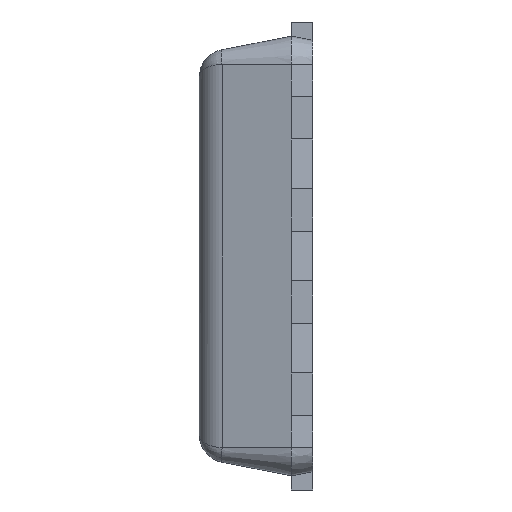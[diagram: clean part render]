
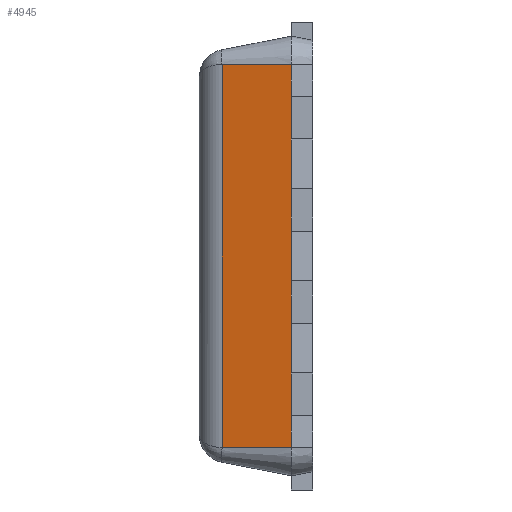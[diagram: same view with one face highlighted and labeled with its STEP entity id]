
A CAD part, left-side view. The second image highlights one B-rep face of the part: STEP entity #4945.
In plain terms, the highlighted planar face has unit normal (-0.982, 0.191, 0).
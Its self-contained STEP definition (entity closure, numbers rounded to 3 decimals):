
#35 = CARTESIAN_POINT ( 'NONE',  ( -1.55, 0.15, 1.35 ) ) ;
#67 = EDGE_LOOP ( 'NONE', ( #5823, #881, #4467, #6640, #1730, #1594, #1571, #1262, #6945, #3706, #1153, #3785 ) ) ;
#78 = CARTESIAN_POINT ( 'NONE',  ( -1.55, 0.15, -1.35 ) ) ;
#182 = VECTOR ( 'NONE', #299, 1000. ) ;
#184 = EDGE_CURVE ( 'NONE', #5570, #1924, #4570, .T. ) ;
#289 = CARTESIAN_POINT ( 'NONE',  ( -1.55, 0.15, 1.35 ) ) ;
#292 = LINE ( 'NONE', #990, #2896 ) ;
#299 = DIRECTION ( 'NONE',  ( 0., 0., 1. ) ) ;
#330 = VERTEX_POINT ( 'NONE', #6518 ) ;
#379 = CARTESIAN_POINT ( 'NONE',  ( -1.55, 0.15, -0.175 ) ) ;
#456 = DIRECTION ( 'NONE',  ( 0., 0., -1. ) ) ;
#459 = DIRECTION ( 'NONE',  ( 0., 0., 1. ) ) ;
#648 = VERTEX_POINT ( 'NONE', #855 ) ;
#676 = LINE ( 'NONE', #1887, #2629 ) ;
#704 = FACE_OUTER_BOUND ( 'NONE', #67, .T. ) ;
#803 = EDGE_CURVE ( 'NONE', #2261, #1397, #5117, .T. ) ;
#804 = DIRECTION ( 'NONE',  ( 0., 0., 1. ) ) ;
#834 = EDGE_CURVE ( 'NONE', #1397, #6193, #1037, .T. ) ;
#855 = CARTESIAN_POINT ( 'NONE',  ( -1.455, 0.638, -1.35 ) ) ;
#881 = ORIENTED_EDGE ( 'NONE', *, *, #4196, .T. ) ;
#884 = CARTESIAN_POINT ( 'NONE',  ( -1.455, 0.638, 1.35 ) ) ;
#948 = LINE ( 'NONE', #3022, #3144 ) ;
#969 = CARTESIAN_POINT ( 'NONE',  ( -1.55, 0.15, 1.35 ) ) ;
#990 = CARTESIAN_POINT ( 'NONE',  ( -1.55, 0.15, 1.35 ) ) ;
#1037 = LINE ( 'NONE', #4720, #3385 ) ;
#1153 = ORIENTED_EDGE ( 'NONE', *, *, #6863, .T. ) ;
#1262 = ORIENTED_EDGE ( 'NONE', *, *, #2017, .T. ) ;
#1381 = LINE ( 'NONE', #289, #2640 ) ;
#1397 = VERTEX_POINT ( 'NONE', #5723 ) ;
#1477 = DIRECTION ( 'NONE',  ( 0., 0., 1. ) ) ;
#1571 = ORIENTED_EDGE ( 'NONE', *, *, #3885, .T. ) ;
#1594 = ORIENTED_EDGE ( 'NONE', *, *, #834, .T. ) ;
#1730 = ORIENTED_EDGE ( 'NONE', *, *, #803, .T. ) ;
#1887 = CARTESIAN_POINT ( 'NONE',  ( -1.55, 0.15, 1.35 ) ) ;
#1924 = VERTEX_POINT ( 'NONE', #2607 ) ;
#2006 = CARTESIAN_POINT ( 'NONE',  ( -1.55, 0.15, 1.35 ) ) ;
#2017 = EDGE_CURVE ( 'NONE', #2145, #330, #1381, .T. ) ;
#2021 = LINE ( 'NONE', #6772, #182 ) ;
#2099 = CARTESIAN_POINT ( 'NONE',  ( -1.55, 0.15, 1.35 ) ) ;
#2145 = VERTEX_POINT ( 'NONE', #379 ) ;
#2261 = VERTEX_POINT ( 'NONE', #5185 ) ;
#2291 = DIRECTION ( 'NONE',  ( -0.191, -0.982, 0. ) ) ;
#2292 = VECTOR ( 'NONE', #459, 1000. ) ;
#2420 = EDGE_CURVE ( 'NONE', #5060, #1924, #5100, .T. ) ;
#2480 = VECTOR ( 'NONE', #2291, 1000. ) ;
#2607 = CARTESIAN_POINT ( 'NONE',  ( -1.55, 0.15, 1.35 ) ) ;
#2612 = CARTESIAN_POINT ( 'NONE',  ( -1.55, 0.15, -1.35 ) ) ;
#2629 = VECTOR ( 'NONE', #804, 1000. ) ;
#2640 = VECTOR ( 'NONE', #5705, 1000. ) ;
#2896 = VECTOR ( 'NONE', #6324, 1000. ) ;
#2986 = VECTOR ( 'NONE', #4259, 1000. ) ;
#3022 = CARTESIAN_POINT ( 'NONE',  ( -1.455, 0.638, -1.35 ) ) ;
#3144 = VECTOR ( 'NONE', #456, 1000. ) ;
#3146 = LINE ( 'NONE', #5933, #4694 ) ;
#3226 = LINE ( 'NONE', #78, #2480 ) ;
#3385 = VECTOR ( 'NONE', #1477, 1000. ) ;
#3688 = DIRECTION ( 'NONE',  ( -0.191, -0.982, 0. ) ) ;
#3706 = ORIENTED_EDGE ( 'NONE', *, *, #6727, .T. ) ;
#3785 = ORIENTED_EDGE ( 'NONE', *, *, #2420, .T. ) ;
#3885 = EDGE_CURVE ( 'NONE', #6193, #2145, #5124, .T. ) ;
#3967 = VECTOR ( 'NONE', #3688, 1000. ) ;
#4196 = EDGE_CURVE ( 'NONE', #5570, #648, #948, .T. ) ;
#4238 = EDGE_CURVE ( 'NONE', #5640, #2261, #292, .T. ) ;
#4259 = DIRECTION ( 'NONE',  ( 0., 0., 1. ) ) ;
#4467 = ORIENTED_EDGE ( 'NONE', *, *, #5211, .T. ) ;
#4474 = CARTESIAN_POINT ( 'NONE',  ( -1.55, 0.15, 0.475 ) ) ;
#4570 = LINE ( 'NONE', #969, #3967 ) ;
#4587 = VECTOR ( 'NONE', #5384, 1000. ) ;
#4694 = VECTOR ( 'NONE', #5390, 1000. ) ;
#4720 = CARTESIAN_POINT ( 'NONE',  ( -1.55, 0.15, 1.35 ) ) ;
#4945 = ADVANCED_FACE ( 'NONE', ( #704 ), #6949, .T. ) ;
#4954 = EDGE_CURVE ( 'NONE', #330, #5996, #3146, .T. ) ;
#5060 = VERTEX_POINT ( 'NONE', #6452 ) ;
#5100 = LINE ( 'NONE', #5880, #4587 ) ;
#5117 = LINE ( 'NONE', #2006, #2292 ) ;
#5124 = LINE ( 'NONE', #2099, #2986 ) ;
#5185 = CARTESIAN_POINT ( 'NONE',  ( -1.55, 0.15, -1.125 ) ) ;
#5211 = EDGE_CURVE ( 'NONE', #648, #5640, #3226, .T. ) ;
#5384 = DIRECTION ( 'NONE',  ( 0., 0., 1. ) ) ;
#5390 = DIRECTION ( 'NONE',  ( 0., 0., 1. ) ) ;
#5570 = VERTEX_POINT ( 'NONE', #884 ) ;
#5640 = VERTEX_POINT ( 'NONE', #2612 ) ;
#5705 = DIRECTION ( 'NONE',  ( 0., 0., 1. ) ) ;
#5723 = CARTESIAN_POINT ( 'NONE',  ( -1.55, 0.15, -0.825 ) ) ;
#5823 = ORIENTED_EDGE ( 'NONE', *, *, #184, .F. ) ;
#5880 = CARTESIAN_POINT ( 'NONE',  ( -1.55, 0.15, 1.35 ) ) ;
#5933 = CARTESIAN_POINT ( 'NONE',  ( -1.55, 0.15, 1.35 ) ) ;
#5956 = DIRECTION ( 'NONE',  ( -0.191, -0.982, 0. ) ) ;
#5996 = VERTEX_POINT ( 'NONE', #4474 ) ;
#6192 = AXIS2_PLACEMENT_3D ( 'NONE', #35, #6972, #5956 ) ;
#6193 = VERTEX_POINT ( 'NONE', #6279 ) ;
#6279 = CARTESIAN_POINT ( 'NONE',  ( -1.55, 0.15, -0.475 ) ) ;
#6324 = DIRECTION ( 'NONE',  ( 0., 0., 1. ) ) ;
#6368 = CARTESIAN_POINT ( 'NONE',  ( -1.55, 0.15, 0.825 ) ) ;
#6452 = CARTESIAN_POINT ( 'NONE',  ( -1.55, 0.15, 1.125 ) ) ;
#6518 = CARTESIAN_POINT ( 'NONE',  ( -1.55, 0.15, 0.175 ) ) ;
#6640 = ORIENTED_EDGE ( 'NONE', *, *, #4238, .T. ) ;
#6727 = EDGE_CURVE ( 'NONE', #5996, #7004, #676, .T. ) ;
#6772 = CARTESIAN_POINT ( 'NONE',  ( -1.55, 0.15, 1.35 ) ) ;
#6863 = EDGE_CURVE ( 'NONE', #7004, #5060, #2021, .T. ) ;
#6945 = ORIENTED_EDGE ( 'NONE', *, *, #4954, .T. ) ;
#6949 = PLANE ( 'NONE',  #6192 ) ;
#6972 = DIRECTION ( 'NONE',  ( -0.982, 0.191, 0. ) ) ;
#7004 = VERTEX_POINT ( 'NONE', #6368 ) ;
